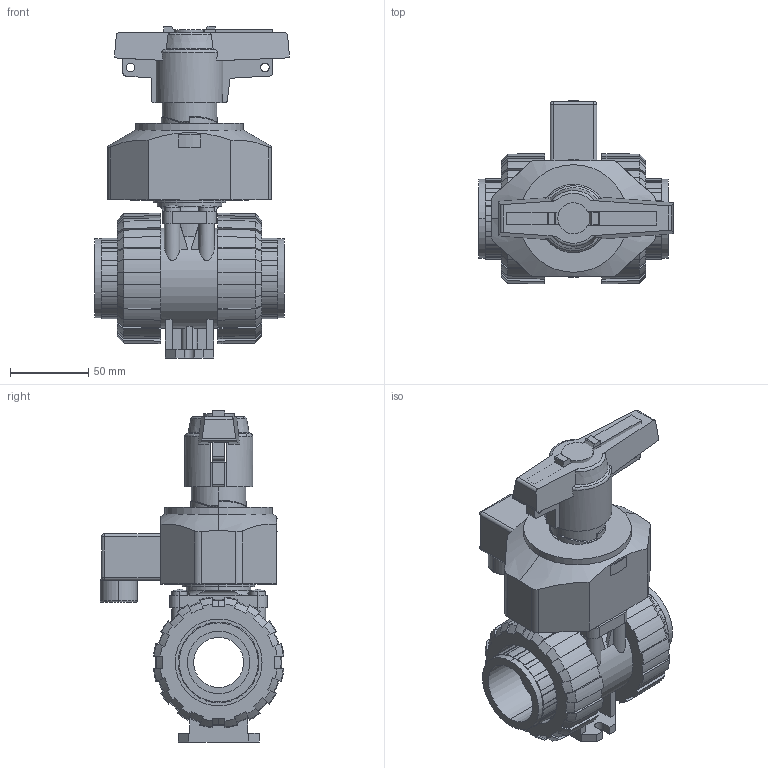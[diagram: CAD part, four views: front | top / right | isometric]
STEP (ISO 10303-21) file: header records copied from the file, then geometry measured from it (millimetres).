
FILE_DESCRIPTION(('STEP AP214'),'1');
FILE_NAME('cctmp_6146B167-BF61-471A-9DA9-AC829D07A185_2018_12_7_13_16_52_358..stp','2018-12-07T12:16:53',('Praher Valves GmbH'),('CADClick - www.CADClick.com'),'Spatial InterOp 3D',' ','unknown authorization');
FILE_SCHEMA(('AUTOMOTIVE_DESIGN'));
Length unit declared in the file: millimetre
Products named in the file (17): 129818
Assembly tree (16 placements, depth 2):
  (unnamed)
    129818
    129818
    129818
    129818
    129818
    129818
    129818
    129818
    129818
    129818
    129818
    129818
    129818
    129818
    129818
    129818
Bounding box: 124.75 x 117.8 x 212.77 mm (x, y, z)
Volume: 950110 mm3; surface area: 201107.1 mm2
Topology: 16 solids, 16 shells, 774 faces, 2126 edges, 1390 vertices
Faces by surface type: plane 382, cylinder 210, cone 152, sphere 16, torus 14
Entity records: 32023 total; most frequent: CARTESIAN_POINT 5990, ORIENTED_EDGE 4220, DIRECTION 4086, EDGE_CURVE 2110, AXIS2_PLACEMENT_3D 1543, VERTEX_POINT 1390, LINE 1000, VECTOR 1000
